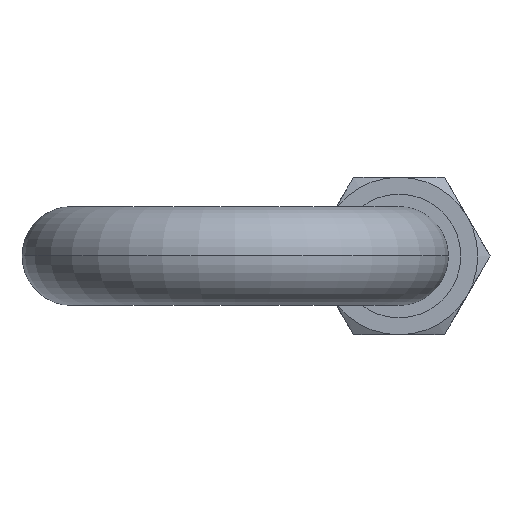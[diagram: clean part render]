
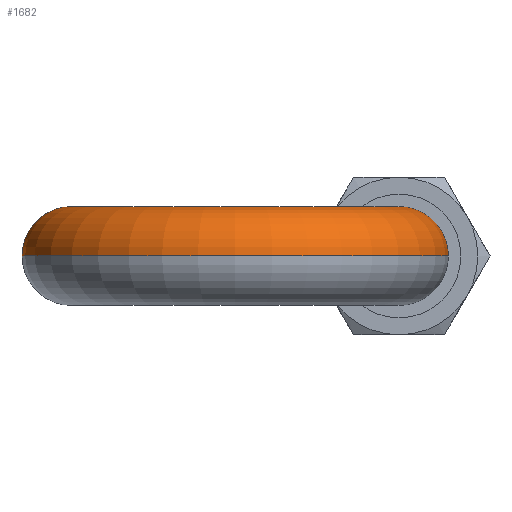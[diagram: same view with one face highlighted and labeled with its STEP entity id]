
A CAD part, front view. The second image highlights one B-rep face of the part: STEP entity #1682.
In plain terms, the highlighted toroidal (fillet/blend) face has major radius 13.25 mm and minor radius 4 mm.
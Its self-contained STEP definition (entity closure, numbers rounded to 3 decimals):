
#55 = AXIS2_PLACEMENT_3D ( 'NONE', #1453, #986, #63 ) ;
#63 = DIRECTION ( 'NONE',  ( 0., 0., 1. ) ) ;
#78 = FACE_OUTER_BOUND ( 'NONE', #727, .T. ) ;
#79 = CARTESIAN_POINT ( 'NONE',  ( 13.25, -20.25, 4. ) ) ;
#91 = CARTESIAN_POINT ( 'NONE',  ( 0., -20.25, 0. ) ) ;
#98 = EDGE_CURVE ( 'NONE', #592, #542, #1393, .T. ) ;
#103 = DIRECTION ( 'NONE',  ( 0., 0., 1. ) ) ;
#149 = AXIS2_PLACEMENT_3D ( 'NONE', #1882, #1245, #924 ) ;
#152 = ORIENTED_EDGE ( 'NONE', *, *, #596, .F. ) ;
#227 = CARTESIAN_POINT ( 'NONE',  ( 17.25, -20.25, 0. ) ) ;
#260 = AXIS2_PLACEMENT_3D ( 'NONE', #700, #103, #1967 ) ;
#336 = CIRCLE ( 'NONE', #55, 4. ) ;
#396 = DIRECTION ( 'NONE',  ( 0., 0., 1. ) ) ;
#418 = CARTESIAN_POINT ( 'NONE',  ( 13.25, -20.25, 0. ) ) ;
#470 = DIRECTION ( 'NONE',  ( 0., 1., 0. ) ) ;
#519 = TOROIDAL_SURFACE ( 'NONE', #149, 13.25, 4. ) ;
#542 = VERTEX_POINT ( 'NONE', #227 ) ;
#592 = VERTEX_POINT ( 'NONE', #1502 ) ;
#596 = EDGE_CURVE ( 'NONE', #640, #607, #1832, .T. ) ;
#607 = VERTEX_POINT ( 'NONE', #79 ) ;
#640 = VERTEX_POINT ( 'NONE', #1496 ) ;
#700 = CARTESIAN_POINT ( 'NONE',  ( 0., -20.25, 0. ) ) ;
#712 = DIRECTION ( 'NONE',  ( 1., 0., 0. ) ) ;
#727 = EDGE_LOOP ( 'NONE', ( #1004, #934, #1441, #152, #1734 ) ) ;
#750 = DIRECTION ( 'NONE',  ( 0., 0., 1. ) ) ;
#775 = AXIS2_PLACEMENT_3D ( 'NONE', #91, #396, #712 ) ;
#883 = AXIS2_PLACEMENT_3D ( 'NONE', #911, #470, #750 ) ;
#911 = CARTESIAN_POINT ( 'NONE',  ( 13.25, -20.25, 0. ) ) ;
#924 = DIRECTION ( 'NONE',  ( 1., 0., 0. ) ) ;
#934 = ORIENTED_EDGE ( 'NONE', *, *, #98, .T. ) ;
#986 = DIRECTION ( 'NONE',  ( 0., -1., 0. ) ) ;
#1004 = ORIENTED_EDGE ( 'NONE', *, *, #1864, .T. ) ;
#1013 = VERTEX_POINT ( 'NONE', #1695 ) ;
#1189 = DIRECTION ( 'NONE',  ( 0., 0., 1. ) ) ;
#1245 = DIRECTION ( 'NONE',  ( 0., 0., 1. ) ) ;
#1393 = CIRCLE ( 'NONE', #260, 17.25 ) ;
#1432 = AXIS2_PLACEMENT_3D ( 'NONE', #418, #1815, #1189 ) ;
#1441 = ORIENTED_EDGE ( 'NONE', *, *, #1654, .F. ) ;
#1453 = CARTESIAN_POINT ( 'NONE',  ( -13.25, -20.25, 0. ) ) ;
#1469 = CIRCLE ( 'NONE', #775, 9.25 ) ;
#1496 = CARTESIAN_POINT ( 'NONE',  ( 9.25, -20.25, 0. ) ) ;
#1502 = CARTESIAN_POINT ( 'NONE',  ( -17.25, -20.25, 0. ) ) ;
#1619 = CIRCLE ( 'NONE', #883, 4. ) ;
#1654 = EDGE_CURVE ( 'NONE', #607, #542, #1619, .T. ) ;
#1682 = ADVANCED_FACE ( 'NONE', ( #78 ), #519, .T. ) ;
#1695 = CARTESIAN_POINT ( 'NONE',  ( -9.25, -20.25, 0. ) ) ;
#1734 = ORIENTED_EDGE ( 'NONE', *, *, #2002, .F. ) ;
#1815 = DIRECTION ( 'NONE',  ( 0., 1., 0. ) ) ;
#1832 = CIRCLE ( 'NONE', #1432, 4. ) ;
#1864 = EDGE_CURVE ( 'NONE', #1013, #592, #336, .T. ) ;
#1882 = CARTESIAN_POINT ( 'NONE',  ( 0., -20.25, 0. ) ) ;
#1967 = DIRECTION ( 'NONE',  ( 1., 0., 0. ) ) ;
#2002 = EDGE_CURVE ( 'NONE', #1013, #640, #1469, .T. ) ;
